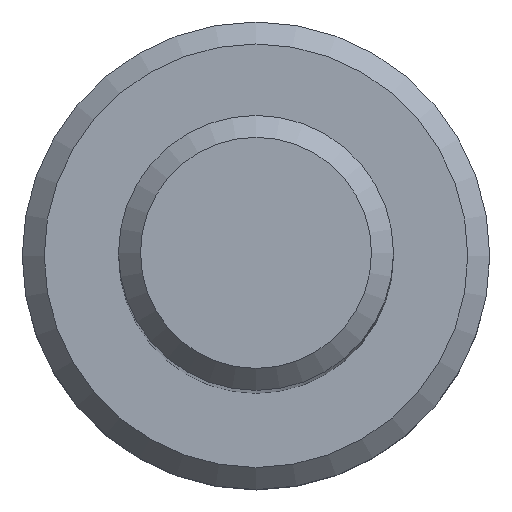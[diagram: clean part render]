
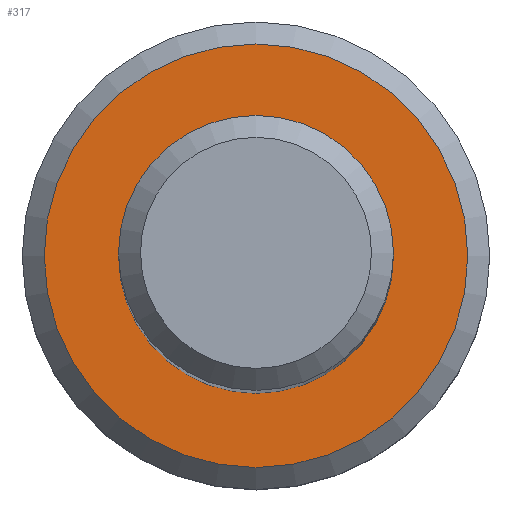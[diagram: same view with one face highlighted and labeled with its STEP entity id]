
A CAD part, top view. The second image highlights one B-rep face of the part: STEP entity #317.
In plain terms, the highlighted planar face has unit normal (0, 0, 1).
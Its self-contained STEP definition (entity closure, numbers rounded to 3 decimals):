
#16=FACE_BOUND('',#64,.T.);
#21=PLANE('',#359);
#41=FACE_OUTER_BOUND('',#63,.T.);
#63=EDGE_LOOP('',(#248));
#64=EDGE_LOOP('',(#249));
#140=CIRCLE('',#350,2.5);
#144=CIRCLE('',#358,3.85);
#153=VERTEX_POINT('',#488);
#163=VERTEX_POINT('',#515);
#181=EDGE_CURVE('',#153,#153,#140,.T.);
#194=EDGE_CURVE('',#163,#163,#144,.T.);
#248=ORIENTED_EDGE('',*,*,#194,.F.);
#249=ORIENTED_EDGE('',*,*,#181,.T.);
#317=ADVANCED_FACE('',(#41,#16),#21,.T.);
#350=AXIS2_PLACEMENT_3D('',#490,#393,#394);
#358=AXIS2_PLACEMENT_3D('',#517,#418,#419);
#359=AXIS2_PLACEMENT_3D('',#518,#420,#421);
#393=DIRECTION('center_axis',(0.,0.,-1.));
#394=DIRECTION('ref_axis',(-1.,0.,0.));
#418=DIRECTION('center_axis',(0.,0.,-1.));
#419=DIRECTION('ref_axis',(-1.,0.,0.));
#420=DIRECTION('center_axis',(0.,0.,1.));
#421=DIRECTION('ref_axis',(1.,0.,0.));
#488=CARTESIAN_POINT('',(2.5,0.,5.));
#490=CARTESIAN_POINT('Origin',(0.,0.,5.));
#515=CARTESIAN_POINT('',(3.85,0.,5.));
#517=CARTESIAN_POINT('Origin',(0.,0.,5.));
#518=CARTESIAN_POINT('Origin',(0.,4.25,5.));
